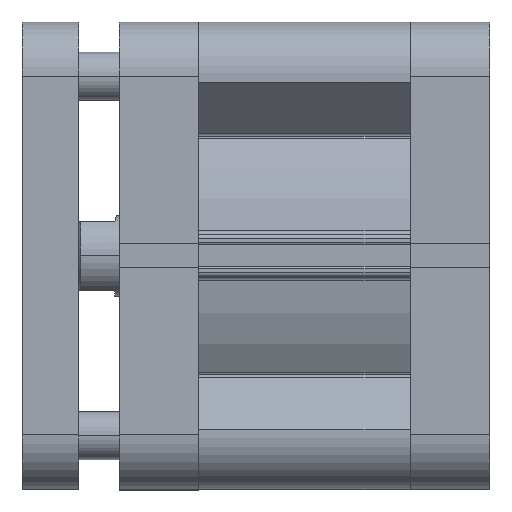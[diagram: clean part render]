
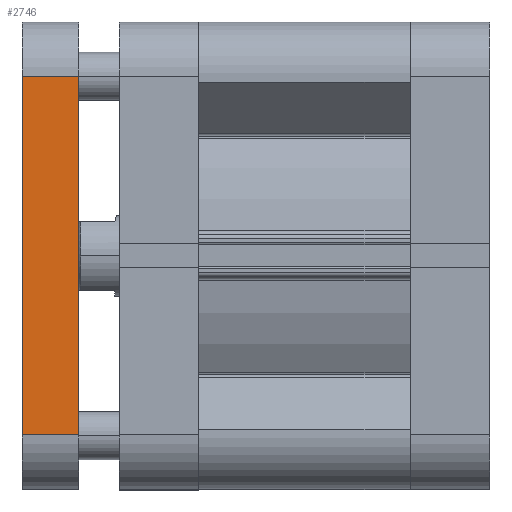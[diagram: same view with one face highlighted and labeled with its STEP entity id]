
A CAD part, top view. The second image highlights one B-rep face of the part: STEP entity #2746.
In plain terms, the highlighted face is planar.
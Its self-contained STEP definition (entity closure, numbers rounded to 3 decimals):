
#1055 = PLANE ( 'NONE',  #3041 ) ;
#1058 = CARTESIAN_POINT ( 'NONE',  ( -82.024, 0., -58. ) ) ;
#1064 = DIRECTION ( 'NONE',  ( 0., 0., 1. ) ) ;
#1065 = DIRECTION ( 'NONE',  ( 1., 0., 0. ) ) ;
#2746 = ADVANCED_FACE ( 'NONE', ( #10103 ), #1055, .F. ) ;
#3041 = AXIS2_PLACEMENT_3D ( 'NONE', #1058, #1064, #1065 ) ;
#3825 = LINE ( 'NONE', #5241, #3832 ) ;
#3832 = VECTOR ( 'NONE', #5244, 1000. ) ;
#5241 = CARTESIAN_POINT ( 'NONE',  ( -82.024, 44.5, -58. ) ) ;
#5244 = DIRECTION ( 'NONE',  ( 1., 0., 0. ) ) ;
#6897 = CARTESIAN_POINT ( 'NONE',  ( 0., -44.5, -58. ) ) ;
#6917 = DIRECTION ( 'NONE',  ( -1., 0., 0. ) ) ;
#6933 = CARTESIAN_POINT ( 'NONE',  ( 14., 0., -58. ) ) ;
#6934 = DIRECTION ( 'NONE',  ( 0., -1., 0. ) ) ;
#6960 = CARTESIAN_POINT ( 'NONE',  ( 0., 0., -58. ) ) ;
#6966 = DIRECTION ( 'NONE',  ( 0., 1., 0. ) ) ;
#7682 = LINE ( 'NONE', #6897, #7694 ) ;
#7694 = VECTOR ( 'NONE', #6917, 1000. ) ;
#7704 = LINE ( 'NONE', #6933, #7705 ) ;
#7705 = VECTOR ( 'NONE', #6934, 1000. ) ;
#7714 = VECTOR ( 'NONE', #6966, 1000. ) ;
#7718 = LINE ( 'NONE', #6960, #7714 ) ;
#8782 = CARTESIAN_POINT ( 'NONE',  ( 14., 44.5, -58. ) ) ;
#8784 = CARTESIAN_POINT ( 'NONE',  ( 0., 44.5, -58. ) ) ;
#8793 = CARTESIAN_POINT ( 'NONE',  ( 14., -44.5, -58. ) ) ;
#8806 = CARTESIAN_POINT ( 'NONE',  ( 0., -44.5, -58. ) ) ;
#9104 = EDGE_LOOP ( 'NONE', ( #9655, #9673, #9675, #9676 ) ) ;
#9655 = ORIENTED_EDGE ( 'NONE', *, *, #10725, .T. ) ;
#9673 = ORIENTED_EDGE ( 'NONE', *, *, #10718, .T. ) ;
#9675 = ORIENTED_EDGE ( 'NONE', *, *, #10737, .T. ) ;
#9676 = ORIENTED_EDGE ( 'NONE', *, *, #10146, .T. ) ;
#10103 = FACE_OUTER_BOUND ( 'NONE', #9104, .T. ) ;
#10146 = EDGE_CURVE ( 'NONE', #11364, #11362, #3825, .T. ) ;
#10718 = EDGE_CURVE ( 'NONE', #11373, #11386, #7682, .T. ) ;
#10725 = EDGE_CURVE ( 'NONE', #11362, #11373, #7704, .T. ) ;
#10737 = EDGE_CURVE ( 'NONE', #11386, #11364, #7718, .T. ) ;
#11362 = VERTEX_POINT ( 'NONE', #8782 ) ;
#11364 = VERTEX_POINT ( 'NONE', #8784 ) ;
#11373 = VERTEX_POINT ( 'NONE', #8793 ) ;
#11386 = VERTEX_POINT ( 'NONE', #8806 ) ;
